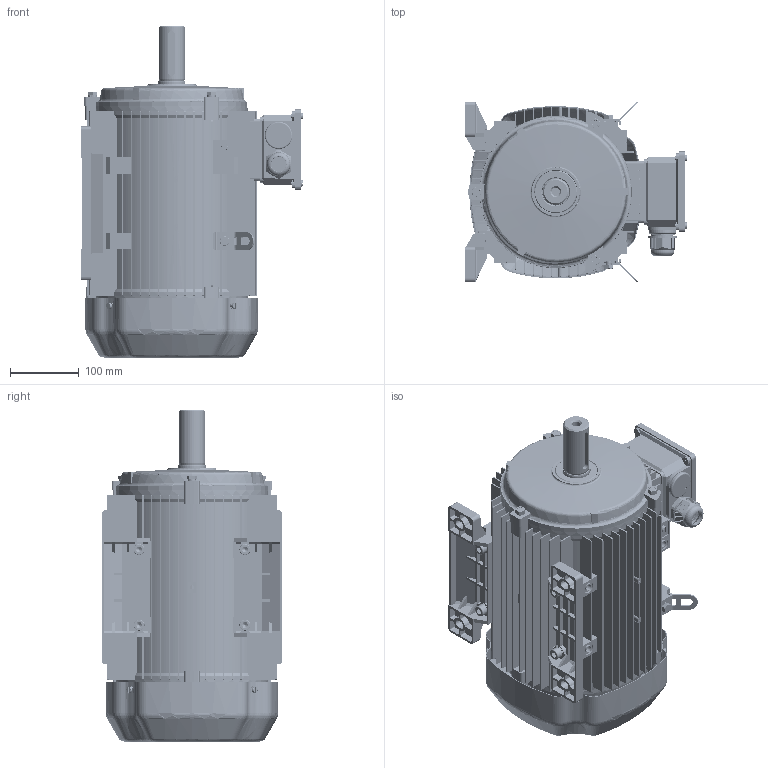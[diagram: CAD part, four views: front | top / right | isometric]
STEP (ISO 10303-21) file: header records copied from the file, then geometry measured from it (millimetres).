
FILE_DESCRIPTION(/* description */ (''),/* implementation_level */ '2;1');
FILE_NAME(/* name */ 'JL3-132M-B3.step',/* time_stamp */ '2021-10-20T10:04:20+08:00',/* author */ (''),/* organization */ (''),/* preprocessor_version */ 'ST-DEVELOPER v16',/* originating_system */ 'SIEMENS PLM Software NX 10.0',/* authorisation */ '');
FILE_SCHEMA (('AUTOMOTIVE_DESIGN { 1 0 10303 214 3 1 1 1 }'));
Length unit declared in the file: millimetre
Products named in the file (1): JL3-132M-B3
Bounding box: 323 x 263.33 x 483 mm (x, y, z)
Volume: 3461366.6 mm3; surface area: 1790552.6 mm2
Topology: 62 solids, 62 shells, 5185 faces, 14572 edges, 9644 vertices
Faces by surface type: plane 2763, cylinder 1740, bspline 288, cone 204, torus 190
Full cylindrical faces by diameter (mm): 2 x4, 4.2 x4, 4.48 x9, 4.8 x10, 5 x30, 5.3 x5, 5.8 x14, 6 x1, 7.188 x6, 8 x15, 8.58 x2, 9.1 x6, 10 x27, 10.715 x4, 11 x6, 12 x13, 13 x4, 14.785 x2, 16 x8, 17 x4, 17.785 x4, 18 x12, 22 x1, 26 x4, 27.2 x1, 28.2 x3, 30 x10, 31 x6, 32 x18, 33 x6
Entity records: 217413 total; most frequent: CARTESIAN_POINT 83427, ORIENTED_EDGE 27734, DIRECTION 25291, EDGE_CURVE 13867, VERTEX_POINT 9359, AXIS2_PLACEMENT_3D 8754, LINE 7783, VECTOR 7783
